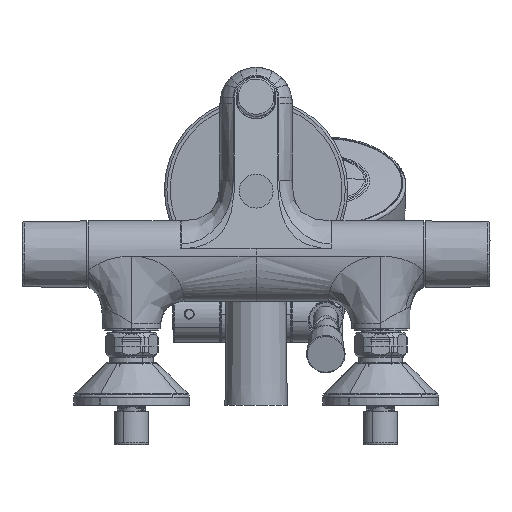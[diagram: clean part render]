
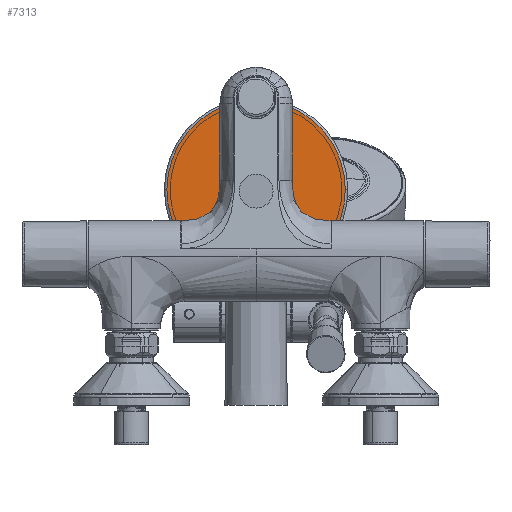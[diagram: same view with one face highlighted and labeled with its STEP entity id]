
A CAD part, front view. The second image highlights one B-rep face of the part: STEP entity #7313.
In plain terms, the highlighted planar face has unit normal (0, -1, 0).
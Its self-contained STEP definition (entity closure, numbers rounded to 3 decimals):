
#114 = FACE_BOUND ( 'NONE', #22898, .T. ) ;
#1354 = CARTESIAN_POINT ( 'NONE',  ( 11., 278.828, 74.45 ) ) ;
#1506 = ORIENTED_EDGE ( 'NONE', *, *, #5950, .T. ) ;
#1988 = CARTESIAN_POINT ( 'NONE',  ( -11., 278.828, 77.95 ) ) ;
#2382 = DIRECTION ( 'NONE',  ( 0., 0., -1. ) ) ;
#2654 = DIRECTION ( 'NONE',  ( 0., 0., 1. ) ) ;
#3067 = ORIENTED_EDGE ( 'NONE', *, *, #12525, .F. ) ;
#3116 = LINE ( 'NONE', #11566, #18089 ) ;
#3430 = DIRECTION ( 'NONE',  ( 0., 0., 1. ) ) ;
#3476 = DIRECTION ( 'NONE',  ( 1., 0., 0. ) ) ;
#3935 = EDGE_CURVE ( 'NONE', #40816, #6856, #40266, .T. ) ;
#3985 = CIRCLE ( 'NONE', #5841, 5. ) ;
#4281 = EDGE_CURVE ( 'NONE', #39485, #6773, #29620, .T. ) ;
#4808 = VECTOR ( 'NONE', #28664, 1000. ) ;
#5201 = VECTOR ( 'NONE', #2382, 1000. ) ;
#5296 = CARTESIAN_POINT ( 'NONE',  ( 0., 278.828, 130. ) ) ;
#5361 = CIRCLE ( 'NONE', #20577, 53.75 ) ;
#5841 = AXIS2_PLACEMENT_3D ( 'NONE', #21986, #25406, #11028 ) ;
#5950 = EDGE_CURVE ( 'NONE', #36914, #33093, #23702, .T. ) ;
#6022 = VERTEX_POINT ( 'NONE', #42955 ) ;
#6082 = VERTEX_POINT ( 'NONE', #8333 ) ;
#6211 = CARTESIAN_POINT ( 'NONE',  ( -10.75, 278.828, 72.85 ) ) ;
#6622 = CIRCLE ( 'NONE', #11599, 53.75 ) ;
#6773 = VERTEX_POINT ( 'NONE', #13991 ) ;
#6856 = VERTEX_POINT ( 'NONE', #10811 ) ;
#7026 = LINE ( 'NONE', #24727, #11304 ) ;
#7035 = DIRECTION ( 'NONE',  ( -1., 0., 0. ) ) ;
#7313 = ADVANCED_FACE ( 'NONE', ( #114, #23136 ), #17522, .T. ) ;
#7410 = ORIENTED_EDGE ( 'NONE', *, *, #4281, .T. ) ;
#7693 = ORIENTED_EDGE ( 'NONE', *, *, #12514, .T. ) ;
#8233 = DIRECTION ( 'NONE',  ( 0., 0., 1. ) ) ;
#8333 = CARTESIAN_POINT ( 'NONE',  ( 2.5, 278.828, 170.67 ) ) ;
#8433 = VERTEX_POINT ( 'NONE', #15094 ) ;
#9868 = EDGE_CURVE ( 'NONE', #19915, #29935, #39048, .T. ) ;
#10435 = CARTESIAN_POINT ( 'NONE',  ( -6., 278.828, 74.45 ) ) ;
#10574 = DIRECTION ( 'NONE',  ( 1., 0., 0. ) ) ;
#10581 = CARTESIAN_POINT ( 'NONE',  ( 53.75, 278.828, 130. ) ) ;
#10811 = CARTESIAN_POINT ( 'NONE',  ( 14., 278.828, 72.85 ) ) ;
#10853 = EDGE_CURVE ( 'NONE', #29935, #15334, #5361, .T. ) ;
#11028 = DIRECTION ( 'NONE',  ( 0., 0., 1. ) ) ;
#11304 = VECTOR ( 'NONE', #38411, 1000. ) ;
#11566 = CARTESIAN_POINT ( 'NONE',  ( 6., 278.828, 55. ) ) ;
#11599 = AXIS2_PLACEMENT_3D ( 'NONE', #5296, #19263, #12333 ) ;
#11620 = DIRECTION ( 'NONE',  ( 1., 0., 0. ) ) ;
#11685 = ORIENTED_EDGE ( 'NONE', *, *, #3935, .T. ) ;
#11961 = CARTESIAN_POINT ( 'NONE',  ( 0., 278.828, 175. ) ) ;
#12333 = DIRECTION ( 'NONE',  ( 0., 0., 1. ) ) ;
#12514 = EDGE_CURVE ( 'NONE', #6022, #36914, #35868, .T. ) ;
#12525 = EDGE_CURVE ( 'NONE', #24646, #33093, #7026, .T. ) ;
#12983 = CARTESIAN_POINT ( 'NONE',  ( -14., 278.828, 75.478 ) ) ;
#13274 = ORIENTED_EDGE ( 'NONE', *, *, #17115, .F. ) ;
#13370 = VERTEX_POINT ( 'NONE', #35700 ) ;
#13878 = CARTESIAN_POINT ( 'NONE',  ( -53.75, 278.828, 130. ) ) ;
#13991 = CARTESIAN_POINT ( 'NONE',  ( -6., 278.828, 72.85 ) ) ;
#14442 = LINE ( 'NONE', #31525, #4808 ) ;
#14450 = AXIS2_PLACEMENT_3D ( 'NONE', #11961, #39432, #8233 ) ;
#15094 = CARTESIAN_POINT ( 'NONE',  ( 6., 278.828, 74.45 ) ) ;
#15334 = VERTEX_POINT ( 'NONE', #18440 ) ;
#15385 = ORIENTED_EDGE ( 'NONE', *, *, #28492, .F. ) ;
#15885 = EDGE_CURVE ( 'NONE', #6773, #36249, #39580, .T. ) ;
#16085 = AXIS2_PLACEMENT_3D ( 'NONE', #35194, #35050, #18050 ) ;
#16274 = DIRECTION ( 'NONE',  ( 1., 0., 0. ) ) ;
#17115 = EDGE_CURVE ( 'NONE', #13370, #6856, #14442, .T. ) ;
#17222 = ORIENTED_EDGE ( 'NONE', *, *, #10853, .T. ) ;
#17309 = ORIENTED_EDGE ( 'NONE', *, *, #20249, .F. ) ;
#17522 = PLANE ( 'NONE',  #41754 ) ;
#18050 = DIRECTION ( 'NONE',  ( 0., 0., 1. ) ) ;
#18089 = VECTOR ( 'NONE', #29070, 1000. ) ;
#18440 = CARTESIAN_POINT ( 'NONE',  ( -14., 278.828, 78.105 ) ) ;
#19263 = DIRECTION ( 'NONE',  ( 0., -1., 0. ) ) ;
#19915 = VERTEX_POINT ( 'NONE', #10581 ) ;
#20096 = CIRCLE ( 'NONE', #14450, 5. ) ;
#20249 = EDGE_CURVE ( 'NONE', #40816, #8433, #3116, .T. ) ;
#20577 = AXIS2_PLACEMENT_3D ( 'NONE', #33919, #26770, #3430 ) ;
#20985 = CARTESIAN_POINT ( 'NONE',  ( 0., 278.828, 77.95 ) ) ;
#21986 = CARTESIAN_POINT ( 'NONE',  ( 0., 278.828, 175. ) ) ;
#22898 = EDGE_LOOP ( 'NONE', ( #39894, #37940 ) ) ;
#23136 = FACE_OUTER_BOUND ( 'NONE', #39706, .T. ) ;
#23164 = CARTESIAN_POINT ( 'NONE',  ( -6., 278.828, 55. ) ) ;
#23219 = CARTESIAN_POINT ( 'NONE',  ( -14., 278.828, 72.85 ) ) ;
#23702 = LINE ( 'NONE', #20985, #25806 ) ;
#23946 = ORIENTED_EDGE ( 'NONE', *, *, #26262, .F. ) ;
#24019 = CARTESIAN_POINT ( 'NONE',  ( 11., 278.828, 77.95 ) ) ;
#24432 = CARTESIAN_POINT ( 'NONE',  ( -11., 278.828, 76.2 ) ) ;
#24646 = VERTEX_POINT ( 'NONE', #1354 ) ;
#24727 = CARTESIAN_POINT ( 'NONE',  ( 11., 278.828, 76.2 ) ) ;
#25162 = VECTOR ( 'NONE', #2654, 1000. ) ;
#25406 = DIRECTION ( 'NONE',  ( 0., -1., 0. ) ) ;
#25806 = VECTOR ( 'NONE', #11620, 1000. ) ;
#26262 = EDGE_CURVE ( 'NONE', #8433, #24646, #44054, .T. ) ;
#26665 = CARTESIAN_POINT ( 'NONE',  ( -2.5, 278.828, 179.33 ) ) ;
#26770 = DIRECTION ( 'NONE',  ( 0., -1., 0. ) ) ;
#27204 = LINE ( 'NONE', #12983, #5201 ) ;
#27382 = VERTEX_POINT ( 'NONE', #26665 ) ;
#28367 = EDGE_CURVE ( 'NONE', #13370, #19915, #6622, .T. ) ;
#28492 = EDGE_CURVE ( 'NONE', #6022, #36249, #32781, .T. ) ;
#28514 = VECTOR ( 'NONE', #43963, 1000. ) ;
#28664 = DIRECTION ( 'NONE',  ( 0., 0., -1. ) ) ;
#29070 = DIRECTION ( 'NONE',  ( 0., 0., 1. ) ) ;
#29620 = LINE ( 'NONE', #6211, #30156 ) ;
#29935 = VERTEX_POINT ( 'NONE', #13878 ) ;
#30156 = VECTOR ( 'NONE', #16274, 1000. ) ;
#30234 = VECTOR ( 'NONE', #10574, 1000. ) ;
#31292 = DIRECTION ( 'NONE',  ( 0., 0., 1. ) ) ;
#31377 = CARTESIAN_POINT ( 'NONE',  ( 0., 278.828, 74.45 ) ) ;
#31525 = CARTESIAN_POINT ( 'NONE',  ( 14., 278.828, 75.478 ) ) ;
#32189 = EDGE_CURVE ( 'NONE', #15334, #39485, #27204, .T. ) ;
#32781 = LINE ( 'NONE', #43666, #28514 ) ;
#33093 = VERTEX_POINT ( 'NONE', #24019 ) ;
#33919 = CARTESIAN_POINT ( 'NONE',  ( 0., 278.828, 130. ) ) ;
#34226 = ORIENTED_EDGE ( 'NONE', *, *, #32189, .T. ) ;
#34794 = CARTESIAN_POINT ( 'NONE',  ( 6., 278.828, 72.85 ) ) ;
#35050 = DIRECTION ( 'NONE',  ( 0., -1., 0. ) ) ;
#35131 = ORIENTED_EDGE ( 'NONE', *, *, #28367, .T. ) ;
#35194 = CARTESIAN_POINT ( 'NONE',  ( 0., 278.828, 130. ) ) ;
#35637 = ORIENTED_EDGE ( 'NONE', *, *, #15885, .T. ) ;
#35700 = CARTESIAN_POINT ( 'NONE',  ( 14., 278.828, 78.105 ) ) ;
#35868 = LINE ( 'NONE', #24432, #43337 ) ;
#36249 = VERTEX_POINT ( 'NONE', #10435 ) ;
#36914 = VERTEX_POINT ( 'NONE', #1988 ) ;
#37940 = ORIENTED_EDGE ( 'NONE', *, *, #38658, .F. ) ;
#38336 = EDGE_CURVE ( 'NONE', #27382, #6082, #20096, .T. ) ;
#38411 = DIRECTION ( 'NONE',  ( 0., 0., 1. ) ) ;
#38658 = EDGE_CURVE ( 'NONE', #6082, #27382, #3985, .T. ) ;
#39048 = CIRCLE ( 'NONE', #16085, 53.75 ) ;
#39321 = ORIENTED_EDGE ( 'NONE', *, *, #9868, .T. ) ;
#39432 = DIRECTION ( 'NONE',  ( 0., -1., 0. ) ) ;
#39485 = VERTEX_POINT ( 'NONE', #23219 ) ;
#39580 = LINE ( 'NONE', #23164, #25162 ) ;
#39706 = EDGE_LOOP ( 'NONE', ( #7410, #35637, #15385, #7693, #1506, #3067, #23946, #17309, #11685, #13274, #35131, #39321, #17222, #34226 ) ) ;
#39894 = ORIENTED_EDGE ( 'NONE', *, *, #38336, .F. ) ;
#40266 = LINE ( 'NONE', #40954, #42384 ) ;
#40816 = VERTEX_POINT ( 'NONE', #34794 ) ;
#40954 = CARTESIAN_POINT ( 'NONE',  ( -10.75, 278.828, 72.85 ) ) ;
#41229 = DIRECTION ( 'NONE',  ( 0., -1., 0. ) ) ;
#41381 = CARTESIAN_POINT ( 'NONE',  ( 0., 278.828, 55. ) ) ;
#41754 = AXIS2_PLACEMENT_3D ( 'NONE', #41381, #41229, #7035 ) ;
#42384 = VECTOR ( 'NONE', #3476, 1000. ) ;
#42955 = CARTESIAN_POINT ( 'NONE',  ( -11., 278.828, 74.45 ) ) ;
#43337 = VECTOR ( 'NONE', #31292, 1000. ) ;
#43666 = CARTESIAN_POINT ( 'NONE',  ( 0., 278.828, 74.45 ) ) ;
#43963 = DIRECTION ( 'NONE',  ( 1., 0., 0. ) ) ;
#44054 = LINE ( 'NONE', #31377, #30234 ) ;
